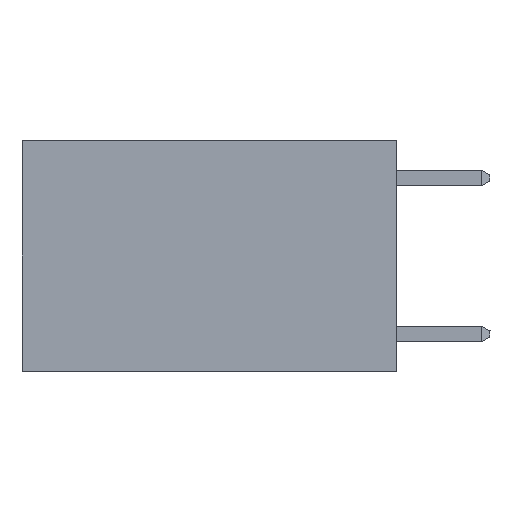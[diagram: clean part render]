
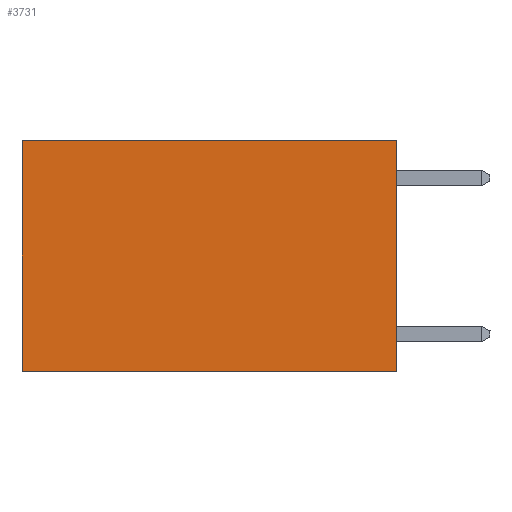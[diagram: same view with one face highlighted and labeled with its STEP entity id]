
A CAD part, left-side view. The second image highlights one B-rep face of the part: STEP entity #3731.
In plain terms, the highlighted planar face has unit normal (-1, 0, 0).
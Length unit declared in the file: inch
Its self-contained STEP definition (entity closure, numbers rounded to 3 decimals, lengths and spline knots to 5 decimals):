
#132 = LINE ( 'NONE', #13243, #16093 ) ;
#255 = ORIENTED_EDGE ( 'NONE', *, *, #2736, .F. ) ;
#1938 = EDGE_CURVE ( 'NONE', #2278, #19653, #6672, .T. ) ;
#1944 = VECTOR ( 'NONE', #25464, 39.37008 ) ;
#2109 = LINE ( 'NONE', #20083, #1944 ) ;
#2278 = VERTEX_POINT ( 'NONE', #20646 ) ;
#2455 = CARTESIAN_POINT ( 'NONE',  ( 0.2625, 0.6, 0. ) ) ;
#2736 = EDGE_CURVE ( 'NONE', #2278, #17078, #2109, .T. ) ;
#3731 = ADVANCED_FACE ( 'NONE', ( #18019 ), #17643, .F. ) ;
#4858 = CARTESIAN_POINT ( 'NONE',  ( 0.2625, 0.6, -0.37 ) ) ;
#6651 = VECTOR ( 'NONE', #13307, 39.37008 ) ;
#6672 = LINE ( 'NONE', #24869, #6651 ) ;
#6959 = EDGE_CURVE ( 'NONE', #19653, #25200, #16472, .T. ) ;
#9005 = EDGE_LOOP ( 'NONE', ( #12471, #15672, #255, #20307 ) ) ;
#12471 = ORIENTED_EDGE ( 'NONE', *, *, #6959, .T. ) ;
#13243 = CARTESIAN_POINT ( 'NONE',  ( 0.2625, 0., -0.37 ) ) ;
#13307 = DIRECTION ( 'NONE',  ( 0., 1., 0. ) ) ;
#13452 = AXIS2_PLACEMENT_3D ( 'NONE', #18216, #17570, #17533 ) ;
#13641 = CARTESIAN_POINT ( 'NONE',  ( 0.2625, 0.6, 0. ) ) ;
#13719 = DIRECTION ( 'NONE',  ( 0., 0., -1. ) ) ;
#15195 = DIRECTION ( 'NONE',  ( 0., 1., 0. ) ) ;
#15672 = ORIENTED_EDGE ( 'NONE', *, *, #25182, .F. ) ;
#16093 = VECTOR ( 'NONE', #15195, 39.37008 ) ;
#16223 = VECTOR ( 'NONE', #13719, 39.37008 ) ;
#16472 = LINE ( 'NONE', #13641, #16223 ) ;
#17078 = VERTEX_POINT ( 'NONE', #17108 ) ;
#17108 = CARTESIAN_POINT ( 'NONE',  ( 0.2625, 0., -0.37 ) ) ;
#17533 = DIRECTION ( 'NONE',  ( 0., 0., -1. ) ) ;
#17570 = DIRECTION ( 'NONE',  ( 1., 0., 0. ) ) ;
#17643 = PLANE ( 'NONE',  #13452 ) ;
#18019 = FACE_OUTER_BOUND ( 'NONE', #9005, .T. ) ;
#18216 = CARTESIAN_POINT ( 'NONE',  ( 0.2625, 0., 0. ) ) ;
#19653 = VERTEX_POINT ( 'NONE', #2455 ) ;
#20083 = CARTESIAN_POINT ( 'NONE',  ( 0.2625, 0., 0. ) ) ;
#20307 = ORIENTED_EDGE ( 'NONE', *, *, #1938, .T. ) ;
#20646 = CARTESIAN_POINT ( 'NONE',  ( 0.2625, 0., 0. ) ) ;
#24869 = CARTESIAN_POINT ( 'NONE',  ( 0.2625, 0., 0. ) ) ;
#25182 = EDGE_CURVE ( 'NONE', #17078, #25200, #132, .T. ) ;
#25200 = VERTEX_POINT ( 'NONE', #4858 ) ;
#25464 = DIRECTION ( 'NONE',  ( 0., 0., -1. ) ) ;
